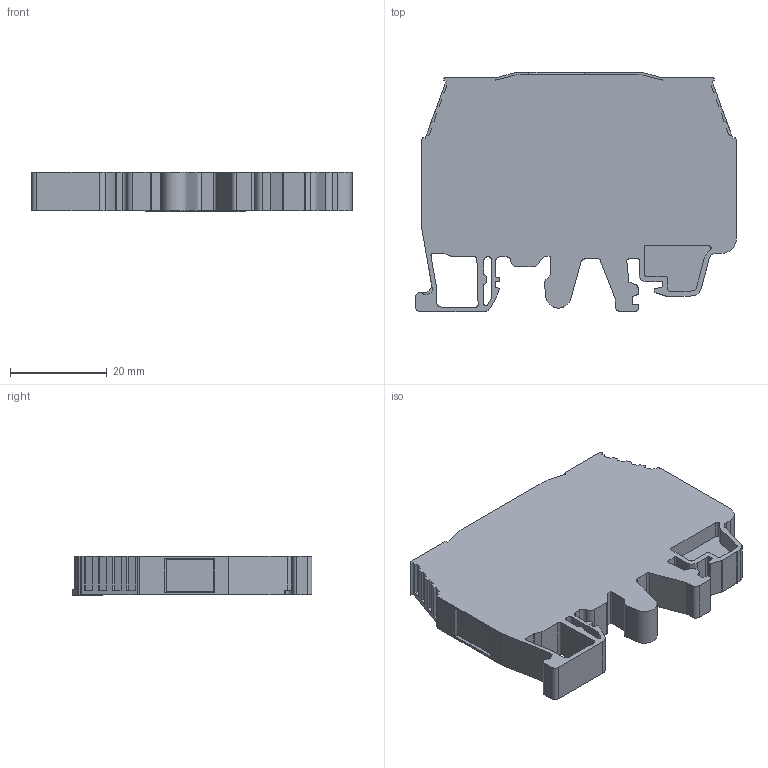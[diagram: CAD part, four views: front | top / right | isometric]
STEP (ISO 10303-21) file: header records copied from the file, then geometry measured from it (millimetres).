
FILE_DESCRIPTION (( 'STEP AP214' ), '1' );
FILE_NAME ('370590_WGO 1_Grey.STP', '2013-11-14T06:30:35', ( 'arge' ), ( 'Microsoft' ), 'SwSTEP 2.0', 'SolidWorks 2013', '' );
FILE_SCHEMA (( 'AUTOMOTIVE_DESIGN' ));
Length unit declared in the file: millimetre
Products named in the file (1): 370590_WGO 1_Grey
Bounding box: 66.25 x 49.57 x 8.15 mm (x, y, z)
Volume: 20169.1 mm3; surface area: 8423.9 mm2
Topology: 1 solids, 1 shells, 233 faces, 674 edges, 449 vertices
Faces by surface type: plane 155, cylinder 74, cone 4
Entity records: 10034 total; most frequent: CARTESIAN_POINT 1375, ORIENTED_EDGE 1348, DIRECTION 1293, EDGE_CURVE 674, VECTOR 511, LINE 511, VERTEX_POINT 449, AXIS2_PLACEMENT_3D 391
